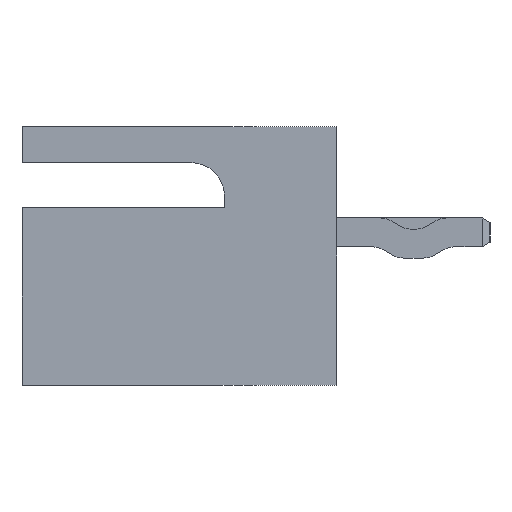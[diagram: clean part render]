
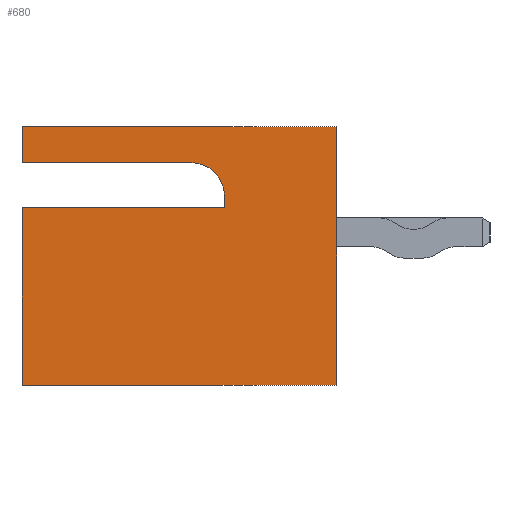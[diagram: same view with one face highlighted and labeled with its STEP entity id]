
A CAD part, left-side view. The second image highlights one B-rep face of the part: STEP entity #680.
In plain terms, the highlighted planar face has unit normal (-1, 0, 0).
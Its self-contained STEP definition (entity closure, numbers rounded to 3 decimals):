
#41 = VECTOR ( 'NONE', #910, 1000. ) ;
#55 = CIRCLE ( 'NONE', #2807, 0.75 ) ;
#59 = DIRECTION ( 'NONE',  ( 0., 0., -1. ) ) ;
#82 = ORIENTED_EDGE ( 'NONE', *, *, #2301, .T. ) ;
#135 = LINE ( 'NONE', #2796, #2599 ) ;
#231 = CARTESIAN_POINT ( 'NONE',  ( -4.95, 0., 2.35 ) ) ;
#316 = DIRECTION ( 'NONE',  ( 0., 0., 1. ) ) ;
#337 = DIRECTION ( 'NONE',  ( 0., 1., 0. ) ) ;
#346 = VERTEX_POINT ( 'NONE', #2730 ) ;
#429 = EDGE_CURVE ( 'NONE', #346, #2854, #858, .T. ) ;
#465 = DIRECTION ( 'NONE',  ( 0., 0., 1. ) ) ;
#469 = VERTEX_POINT ( 'NONE', #1731 ) ;
#554 = CARTESIAN_POINT ( 'NONE',  ( -4.95, 3.25, 0.8 ) ) ;
#585 = CARTESIAN_POINT ( 'NONE',  ( -4.95, 3.25, 1.55 ) ) ;
#613 = LINE ( 'NONE', #1357, #41 ) ;
#680 = ADVANCED_FACE ( 'NONE', ( #943 ), #2629, .F. ) ;
#730 = CARTESIAN_POINT ( 'NONE',  ( -4.95, 7., 2.35 ) ) ;
#787 = EDGE_CURVE ( 'NONE', #2214, #346, #55, .T. ) ;
#858 = LINE ( 'NONE', #2840, #1893 ) ;
#910 = DIRECTION ( 'NONE',  ( 0., -1., 0. ) ) ;
#922 = EDGE_CURVE ( 'NONE', #2854, #2955, #1395, .T. ) ;
#943 = FACE_OUTER_BOUND ( 'NONE', #2598, .T. ) ;
#981 = VECTOR ( 'NONE', #2395, 1000. ) ;
#998 = CARTESIAN_POINT ( 'NONE',  ( -4.95, 0., -3.4 ) ) ;
#1052 = EDGE_CURVE ( 'NONE', #2968, #2955, #135, .T. ) ;
#1254 = ORIENTED_EDGE ( 'NONE', *, *, #1052, .F. ) ;
#1357 = CARTESIAN_POINT ( 'NONE',  ( -4.95, 7., 1.55 ) ) ;
#1395 = LINE ( 'NONE', #2746, #1680 ) ;
#1437 = VERTEX_POINT ( 'NONE', #231 ) ;
#1447 = ORIENTED_EDGE ( 'NONE', *, *, #922, .T. ) ;
#1519 = CARTESIAN_POINT ( 'NONE',  ( -4.95, 7., -3.4 ) ) ;
#1562 = ORIENTED_EDGE ( 'NONE', *, *, #2381, .F. ) ;
#1578 = ORIENTED_EDGE ( 'NONE', *, *, #3294, .T. ) ;
#1646 = LINE ( 'NONE', #2511, #3449 ) ;
#1680 = VECTOR ( 'NONE', #337, 1000. ) ;
#1682 = AXIS2_PLACEMENT_3D ( 'NONE', #2087, #2369, #3168 ) ;
#1701 = DIRECTION ( 'NONE',  ( 0., -1., 0. ) ) ;
#1731 = CARTESIAN_POINT ( 'NONE',  ( -4.95, 7., 2.35 ) ) ;
#1768 = VERTEX_POINT ( 'NONE', #998 ) ;
#1884 = VERTEX_POINT ( 'NONE', #3194 ) ;
#1893 = VECTOR ( 'NONE', #1980, 1000. ) ;
#1916 = ORIENTED_EDGE ( 'NONE', *, *, #2607, .F. ) ;
#1924 = CARTESIAN_POINT ( 'NONE',  ( -4.95, 0., 2.35 ) ) ;
#1971 = CARTESIAN_POINT ( 'NONE',  ( -4.95, 2.5, 0.55 ) ) ;
#1980 = DIRECTION ( 'NONE',  ( 0., 0., -1. ) ) ;
#2081 = ORIENTED_EDGE ( 'NONE', *, *, #429, .T. ) ;
#2087 = CARTESIAN_POINT ( 'NONE',  ( -4.95, 7., 2.35 ) ) ;
#2214 = VERTEX_POINT ( 'NONE', #585 ) ;
#2237 = CARTESIAN_POINT ( 'NONE',  ( -4.95, 7., 0.55 ) ) ;
#2301 = EDGE_CURVE ( 'NONE', #2968, #1768, #1646, .T. ) ;
#2369 = DIRECTION ( 'NONE',  ( 1., 0., 0. ) ) ;
#2381 = EDGE_CURVE ( 'NONE', #1884, #469, #2900, .T. ) ;
#2395 = DIRECTION ( 'NONE',  ( 0., -1., 0. ) ) ;
#2458 = ORIENTED_EDGE ( 'NONE', *, *, #2843, .T. ) ;
#2469 = VECTOR ( 'NONE', #316, 1000. ) ;
#2511 = CARTESIAN_POINT ( 'NONE',  ( -4.95, 7., -3.4 ) ) ;
#2598 = EDGE_LOOP ( 'NONE', ( #2081, #1447, #1254, #82, #1578, #1916, #1562, #2458, #2601 ) ) ;
#2599 = VECTOR ( 'NONE', #2773, 1000. ) ;
#2601 = ORIENTED_EDGE ( 'NONE', *, *, #787, .T. ) ;
#2607 = EDGE_CURVE ( 'NONE', #469, #1437, #3409, .T. ) ;
#2624 = CARTESIAN_POINT ( 'NONE',  ( -4.95, 7., 2.35 ) ) ;
#2629 = PLANE ( 'NONE',  #1682 ) ;
#2730 = CARTESIAN_POINT ( 'NONE',  ( -4.95, 2.5, 0.8 ) ) ;
#2746 = CARTESIAN_POINT ( 'NONE',  ( -4.95, 7., 0.55 ) ) ;
#2773 = DIRECTION ( 'NONE',  ( 0., 0., 1. ) ) ;
#2796 = CARTESIAN_POINT ( 'NONE',  ( -4.95, 7., 2.35 ) ) ;
#2807 = AXIS2_PLACEMENT_3D ( 'NONE', #554, #2963, #59 ) ;
#2840 = CARTESIAN_POINT ( 'NONE',  ( -4.95, 2.5, 0.55 ) ) ;
#2843 = EDGE_CURVE ( 'NONE', #1884, #2214, #613, .T. ) ;
#2854 = VERTEX_POINT ( 'NONE', #1971 ) ;
#2900 = LINE ( 'NONE', #730, #3108 ) ;
#2936 = LINE ( 'NONE', #1924, #2469 ) ;
#2955 = VERTEX_POINT ( 'NONE', #2237 ) ;
#2963 = DIRECTION ( 'NONE',  ( 1., 0., 0. ) ) ;
#2968 = VERTEX_POINT ( 'NONE', #1519 ) ;
#3108 = VECTOR ( 'NONE', #465, 1000. ) ;
#3168 = DIRECTION ( 'NONE',  ( 0., 0., -1. ) ) ;
#3194 = CARTESIAN_POINT ( 'NONE',  ( -4.95, 7., 1.55 ) ) ;
#3294 = EDGE_CURVE ( 'NONE', #1768, #1437, #2936, .T. ) ;
#3409 = LINE ( 'NONE', #2624, #981 ) ;
#3449 = VECTOR ( 'NONE', #1701, 1000. ) ;
